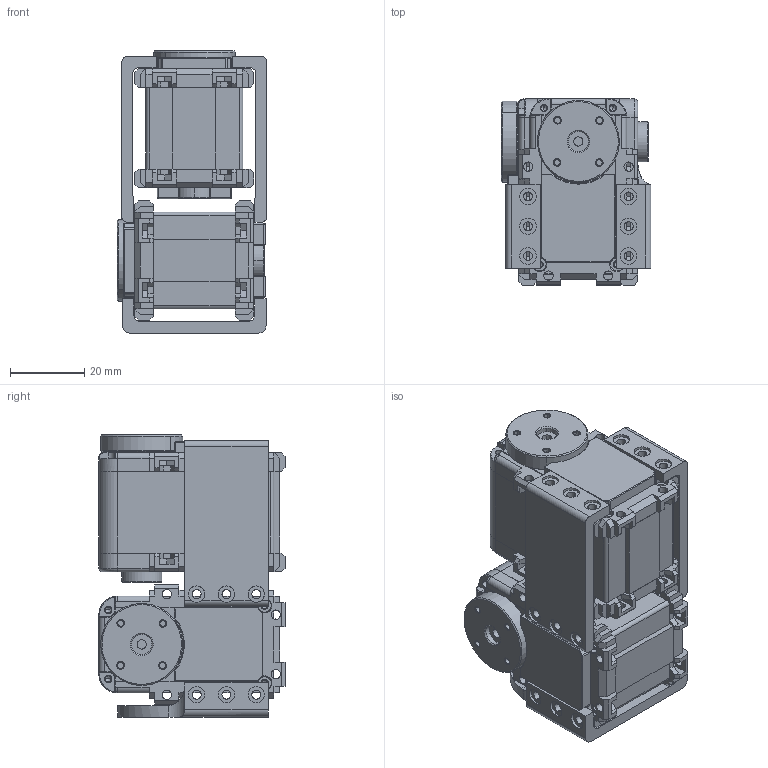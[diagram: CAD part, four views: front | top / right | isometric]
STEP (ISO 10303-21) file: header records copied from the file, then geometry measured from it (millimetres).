
FILE_DESCRIPTION (( 'STEP AP214' ), '1' );
FILE_NAME ('perna4_Valor predeterminado_sldprt.STEP', '2022-10-09T14:53:10', ( '' ), ( '' ), 'SwSTEP 2.0', 'SolidWorks 2022', '' );
FILE_SCHEMA (( 'AUTOMOTIVE_DESIGN' ));
Length unit declared in the file: millimetre
Products named in the file (1): perna4_Valor predeterminado_sldprt
Bounding box: 40.25 x 50 x 75.75 mm (x, y, z)
Volume: 96681.1 mm3; surface area: 42769.4 mm2
Topology: 11 solids, 11 shells, 1537 faces, 4117 edges, 2605 vertices
Faces by surface type: plane 973, cylinder 386, cone 140, sphere 16, torus 12, bspline 10
Entity records: 48952 total; most frequent: CARTESIAN_POINT 9717, ORIENTED_EDGE 8170, DIRECTION 7972, EDGE_CURVE 4085, LINE 3080, VECTOR 3080, VERTEX_POINT 2605, AXIS2_PLACEMENT_3D 2446
